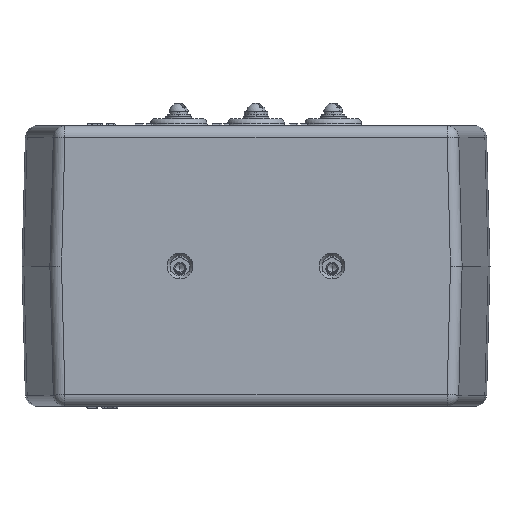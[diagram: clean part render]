
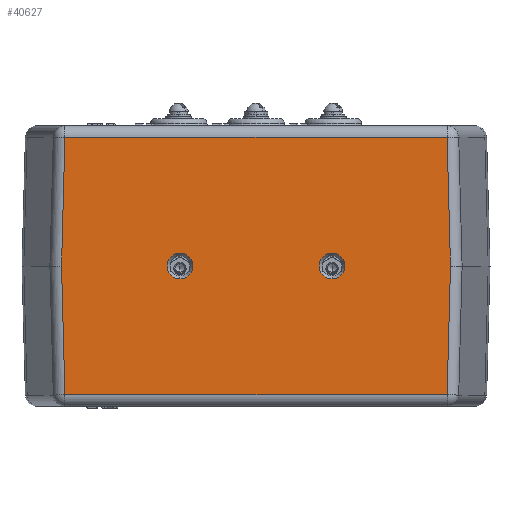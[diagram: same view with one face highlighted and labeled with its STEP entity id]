
A CAD part, front view. The second image highlights one B-rep face of the part: STEP entity #40627.
In plain terms, the highlighted planar face has unit normal (0, -1, 0).
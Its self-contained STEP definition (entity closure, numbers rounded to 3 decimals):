
#5917 = AXIS2_PLACEMENT_3D ( 'NONE', #14085, #14055, #14033 ) ;
#12253 = CARTESIAN_POINT ( 'NONE',  ( 65., -204., 11. ) ) ;
#12257 = CARTESIAN_POINT ( 'NONE',  ( 65., -204., -11. ) ) ;
#12281 = CARTESIAN_POINT ( 'NONE',  ( -65., -204., 11. ) ) ;
#12370 = CARTESIAN_POINT ( 'NONE',  ( -65., -204., -11. ) ) ;
#14033 = DIRECTION ( 'NONE',  ( 0., 0., 1. ) ) ;
#14039 = PLANE ( 'NONE',  #5917 ) ;
#14055 = DIRECTION ( 'NONE',  ( 0., 1., 0. ) ) ;
#14085 = CARTESIAN_POINT ( 'NONE',  ( -175., -204., 120. ) ) ;
#14741 = FACE_OUTER_BOUND ( 'NONE', #38977, .T. ) ;
#14818 = FACE_BOUND ( 'NONE', #38952, .T. ) ;
#14824 = FACE_BOUND ( 'NONE', #38895, .T. ) ;
#17897 = AXIS2_PLACEMENT_3D ( 'NONE', #28379, #28390, #28362 ) ;
#26065 = CIRCLE ( 'NONE', #17897, 11. ) ;
#28362 = DIRECTION ( 'NONE',  ( 0., 0., 1. ) ) ;
#28379 = CARTESIAN_POINT ( 'NONE',  ( -65., -204., 0. ) ) ;
#28390 = DIRECTION ( 'NONE',  ( 0., -1., 0. ) ) ;
#38895 = EDGE_LOOP ( 'NONE', ( #61732, #61706 ) ) ;
#38952 = EDGE_LOOP ( 'NONE', ( #61730, #61718 ) ) ;
#38977 = EDGE_LOOP ( 'NONE', ( #61731, #61737, #61694, #61708, #61696, #61724 ) ) ;
#39107 = VERTEX_POINT ( 'NONE', #12281 ) ;
#39140 = VERTEX_POINT ( 'NONE', #12257 ) ;
#39147 = VERTEX_POINT ( 'NONE', #12253 ) ;
#39198 = VERTEX_POINT ( 'NONE', #12370 ) ;
#40627 = ADVANCED_FACE ( 'NONE', ( #14818, #14741, #14824 ), #14039, .F. ) ;
#43256 = CARTESIAN_POINT ( 'NONE',  ( -166.22, -204., 0. ) ) ;
#43276 = CARTESIAN_POINT ( 'NONE',  ( 163.315, -204., 110. ) ) ;
#43292 = CARTESIAN_POINT ( 'NONE',  ( -163.315, -204., 110. ) ) ;
#43296 = CARTESIAN_POINT ( 'NONE',  ( -163.315, -204., -110. ) ) ;
#43303 = CARTESIAN_POINT ( 'NONE',  ( 163.315, -204., -110. ) ) ;
#43329 = CARTESIAN_POINT ( 'NONE',  ( 166.22, -204., 0. ) ) ;
#48708 = AXIS2_PLACEMENT_3D ( 'NONE', #51055, #51065, #51094 ) ;
#48794 = AXIS2_PLACEMENT_3D ( 'NONE', #51417, #51426, #51408 ) ;
#48809 = AXIS2_PLACEMENT_3D ( 'NONE', #51770, #50601, #50567 ) ;
#50533 = EDGE_CURVE ( 'NONE', #39107, #39198, #26065, .T. ) ;
#50567 = DIRECTION ( 'NONE',  ( 0., 0., 1. ) ) ;
#50601 = DIRECTION ( 'NONE',  ( 0., 1., 0. ) ) ;
#51055 = CARTESIAN_POINT ( 'NONE',  ( 65., -204., 0. ) ) ;
#51065 = DIRECTION ( 'NONE',  ( 0., 1., 0. ) ) ;
#51092 = CARTESIAN_POINT ( 'NONE',  ( -175., -204., -110. ) ) ;
#51094 = DIRECTION ( 'NONE',  ( 0., 0., 1. ) ) ;
#51108 = DIRECTION ( 'NONE',  ( 0.026, 0., 1. ) ) ;
#51116 = CARTESIAN_POINT ( 'NONE',  ( 166.226, -204., 0.232 ) ) ;
#51129 = DIRECTION ( 'NONE',  ( 1., 0., 0. ) ) ;
#51132 = CARTESIAN_POINT ( 'NONE',  ( -163.06, -204., 119.685 ) ) ;
#51144 = DIRECTION ( 'NONE',  ( -0.026, 0., -1. ) ) ;
#51155 = DIRECTION ( 'NONE',  ( 0.026, 0., -1. ) ) ;
#51162 = CARTESIAN_POINT ( 'NONE',  ( -171.831, -204., 110. ) ) ;
#51164 = DIRECTION ( 'NONE',  ( -1., 0., 0. ) ) ;
#51169 = CARTESIAN_POINT ( 'NONE',  ( -163.057, -204., -119.768 ) ) ;
#51311 = CARTESIAN_POINT ( 'NONE',  ( 162.816, -204., 128.921 ) ) ;
#51333 = DIRECTION ( 'NONE',  ( -0.026, 0., 1. ) ) ;
#51408 = DIRECTION ( 'NONE',  ( 0., 0., 1. ) ) ;
#51417 = CARTESIAN_POINT ( 'NONE',  ( -65., -204., 0. ) ) ;
#51426 = DIRECTION ( 'NONE',  ( 0., -1., 0. ) ) ;
#51770 = CARTESIAN_POINT ( 'NONE',  ( 65., -204., 0. ) ) ;
#51913 = CIRCLE ( 'NONE', #48809, 11. ) ;
#52199 = VECTOR ( 'NONE', #51129, 1000. ) ;
#52207 = LINE ( 'NONE', #51116, #52208 ) ;
#52208 = VECTOR ( 'NONE', #51108, 1000. ) ;
#52222 = LINE ( 'NONE', #51092, #52199 ) ;
#52251 = CIRCLE ( 'NONE', #48708, 11. ) ;
#52263 = VECTOR ( 'NONE', #51144, 1000. ) ;
#52267 = LINE ( 'NONE', #51132, #52263 ) ;
#52279 = LINE ( 'NONE', #51162, #52294 ) ;
#52282 = VECTOR ( 'NONE', #51155, 1000. ) ;
#52294 = VECTOR ( 'NONE', #51164, 1000. ) ;
#52311 = LINE ( 'NONE', #51169, #52282 ) ;
#52382 = VECTOR ( 'NONE', #51333, 1000. ) ;
#52423 = LINE ( 'NONE', #51311, #52382 ) ;
#52427 = CIRCLE ( 'NONE', #48794, 11. ) ;
#61694 = ORIENTED_EDGE ( 'NONE', *, *, #65071, .T. ) ;
#61696 = ORIENTED_EDGE ( 'NONE', *, *, #65042, .T. ) ;
#61706 = ORIENTED_EDGE ( 'NONE', *, *, #50533, .F. ) ;
#61708 = ORIENTED_EDGE ( 'NONE', *, *, #65035, .T. ) ;
#61718 = ORIENTED_EDGE ( 'NONE', *, *, #65015, .T. ) ;
#61724 = ORIENTED_EDGE ( 'NONE', *, *, #65160, .T. ) ;
#61730 = ORIENTED_EDGE ( 'NONE', *, *, #65444, .T. ) ;
#61731 = ORIENTED_EDGE ( 'NONE', *, *, #65073, .T. ) ;
#61732 = ORIENTED_EDGE ( 'NONE', *, *, #65233, .F. ) ;
#61737 = ORIENTED_EDGE ( 'NONE', *, *, #65074, .T. ) ;
#62942 = VERTEX_POINT ( 'NONE', #43256 ) ;
#62959 = VERTEX_POINT ( 'NONE', #43296 ) ;
#62964 = VERTEX_POINT ( 'NONE', #43329 ) ;
#62969 = VERTEX_POINT ( 'NONE', #43292 ) ;
#62980 = VERTEX_POINT ( 'NONE', #43303 ) ;
#62984 = VERTEX_POINT ( 'NONE', #43276 ) ;
#65015 = EDGE_CURVE ( 'NONE', #39147, #39140, #52251, .T. ) ;
#65035 = EDGE_CURVE ( 'NONE', #62959, #62980, #52222, .T. ) ;
#65042 = EDGE_CURVE ( 'NONE', #62980, #62964, #52207, .T. ) ;
#65071 = EDGE_CURVE ( 'NONE', #62942, #62959, #52311, .T. ) ;
#65073 = EDGE_CURVE ( 'NONE', #62984, #62969, #52279, .T. ) ;
#65074 = EDGE_CURVE ( 'NONE', #62969, #62942, #52267, .T. ) ;
#65160 = EDGE_CURVE ( 'NONE', #62964, #62984, #52423, .T. ) ;
#65233 = EDGE_CURVE ( 'NONE', #39198, #39107, #52427, .T. ) ;
#65444 = EDGE_CURVE ( 'NONE', #39140, #39147, #51913, .T. ) ;
